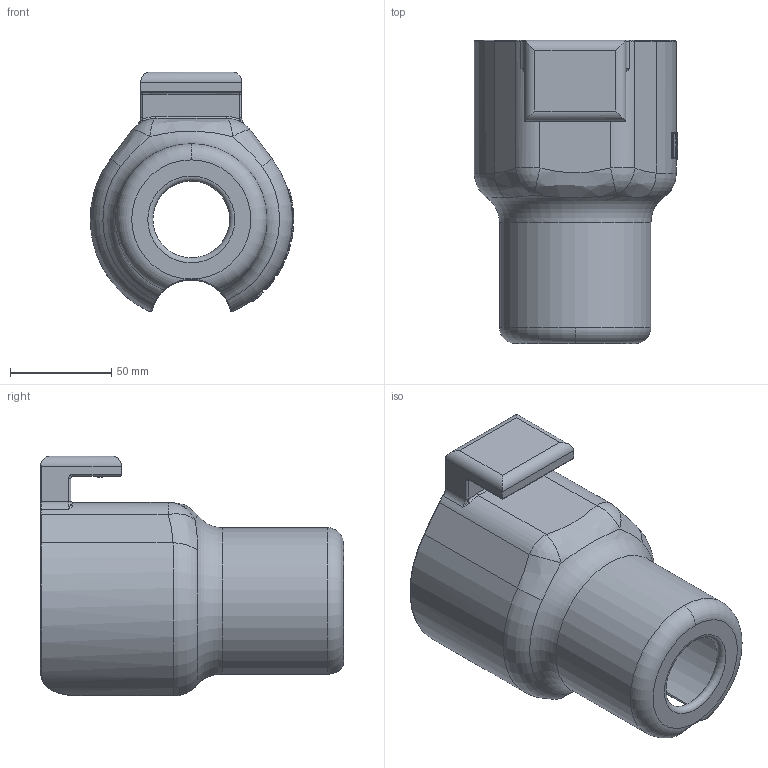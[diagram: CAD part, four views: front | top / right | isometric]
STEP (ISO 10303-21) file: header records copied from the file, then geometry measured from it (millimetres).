
FILE_DESCRIPTION(/* description */ (''),/* implementation_level */ '2;1');
FILE_NAME(/* name */ 'hobocup v13.step',/* time_stamp */ '2023-12-14T20:29:02-08:00',/* author */ (''),/* organization */ (''),/* preprocessor_version */ 'ST-DEVELOPER v20',/* originating_system */ 'Autodesk Translation Framework v12.14.0.127',/* authorisation */ '');
FILE_SCHEMA (('AUTOMOTIVE_DESIGN { 1 0 10303 214 3 1 1 }'));
Length unit declared in the file: millimetre
Products named in the file (1): hobocup
Bounding box: 100.75 x 150 x 118.8 mm (x, y, z)
Volume: 170771.3 mm3; surface area: 84346.8 mm2
Topology: 3 solids, 5 shells, 613 faces, 1574 edges, 984 vertices
Faces by surface type: bspline 379, cylinder 99, plane 94, torus 39, sphere 2
Full cylindrical faces by diameter (mm): 4 x2
Entity records: 37270 total; most frequent: CARTESIAN_POINT 25093, ORIENTED_EDGE 3144, EDGE_CURVE 1572, DIRECTION 1383, VERTEX_POINT 984, B_SPLINE_CURVE_WITH_KNOTS 825, EDGE_LOOP 630, FACE_OUTER_BOUND 613
